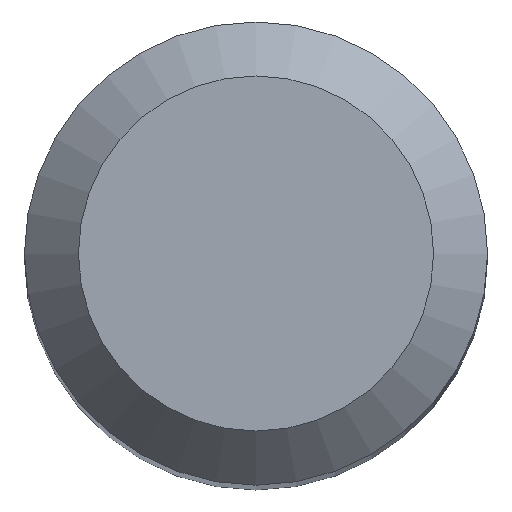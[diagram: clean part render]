
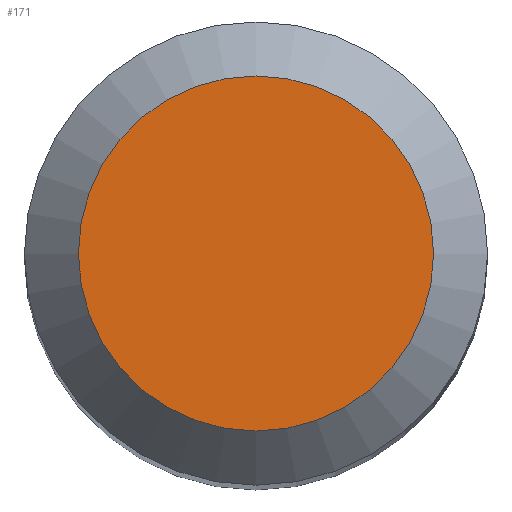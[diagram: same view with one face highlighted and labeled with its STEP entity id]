
A CAD part, top view. The second image highlights one B-rep face of the part: STEP entity #171.
In plain terms, the highlighted planar face has unit normal (0, 0, 1).
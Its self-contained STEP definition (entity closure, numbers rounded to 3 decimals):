
#18 = DIRECTION ( 'NONE',  ( 0., 0., -1. ) ) ;
#46 = EDGE_CURVE ( 'NONE', #191, #191, #206, .T. ) ;
#48 = AXIS2_PLACEMENT_3D ( 'NONE', #239, #18, #160 ) ;
#63 = DIRECTION ( 'NONE',  ( 0., 0., -1. ) ) ;
#68 = AXIS2_PLACEMENT_3D ( 'NONE', #121, #63, #193 ) ;
#121 = CARTESIAN_POINT ( 'NONE',  ( 0., 0., 66. ) ) ;
#141 = CARTESIAN_POINT ( 'NONE',  ( 0., 2.3, 66. ) ) ;
#156 = PLANE ( 'NONE',  #48 ) ;
#158 = FACE_OUTER_BOUND ( 'NONE', #181, .T. ) ;
#160 = DIRECTION ( 'NONE',  ( 0., 1., 0. ) ) ;
#171 = ADVANCED_FACE ( 'NONE', ( #158 ), #156, .F. ) ;
#181 = EDGE_LOOP ( 'NONE', ( #223 ) ) ;
#191 = VERTEX_POINT ( 'NONE', #141 ) ;
#193 = DIRECTION ( 'NONE',  ( 0., 1., 0. ) ) ;
#206 = CIRCLE ( 'NONE', #68, 2.3 ) ;
#223 = ORIENTED_EDGE ( 'NONE', *, *, #46, .F. ) ;
#239 = CARTESIAN_POINT ( 'NONE',  ( 0., 0., 66. ) ) ;
